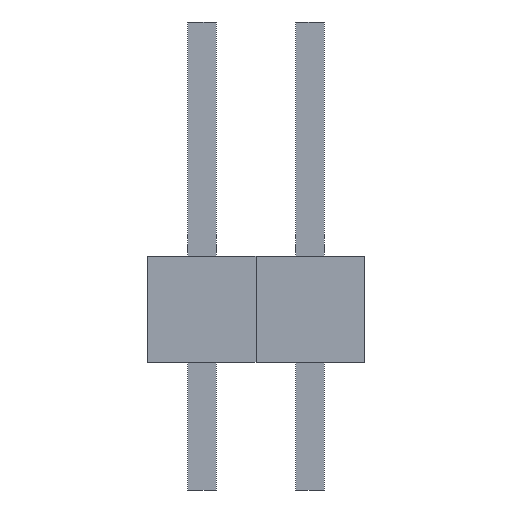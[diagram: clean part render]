
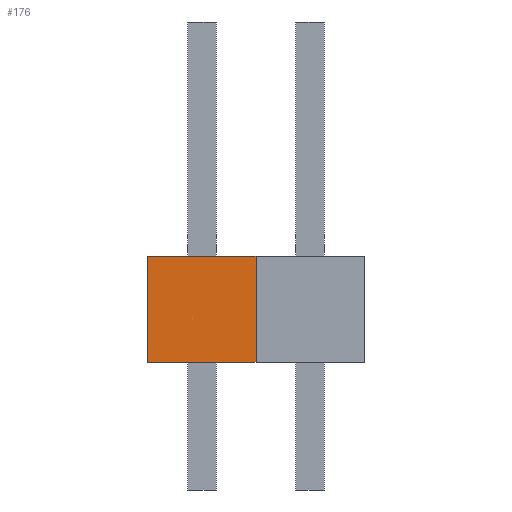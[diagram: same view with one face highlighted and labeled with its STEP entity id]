
A CAD part, front view. The second image highlights one B-rep face of the part: STEP entity #176.
In plain terms, the highlighted planar face has unit normal (0, -1, 0).
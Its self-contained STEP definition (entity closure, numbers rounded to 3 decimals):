
#13=DIRECTION('',(0.,0.,1.));
#14=DIRECTION('',(1.,0.,0.));
#127=EDGE_CURVE('',#128,#130,#132,.T.);
#128=VERTEX_POINT('',#129);
#129=CARTESIAN_POINT('',(-1.27,-1.271,0.));
#130=VERTEX_POINT('',#131);
#131=CARTESIAN_POINT('',(-1.27,-1.271,2.5));
#132=LINE('',#129,#133);
#133=VECTOR('',#13,1.);
#140=DIRECTION('',(0.,1.,0.));
#154=ORIENTED_EDGE('',*,*,#155,.F.);
#155=EDGE_CURVE('',#156,#158,#160,.T.);
#156=VERTEX_POINT('',#157);
#157=CARTESIAN_POINT('',(1.27,-1.271,0.));
#158=VERTEX_POINT('',#159);
#159=CARTESIAN_POINT('',(1.27,-1.271,2.5));
#160=LINE('',#157,#133);
#176=ADVANCED_FACE('',(#177),#187,.F.);
#177=FACE_BOUND('',#178,.F.);
#178=EDGE_LOOP('',(#179,#183,#184,#154));
#179=ORIENTED_EDGE('',*,*,#180,.F.);
#180=EDGE_CURVE('',#128,#156,#181,.T.);
#181=LINE('',#129,#182);
#182=VECTOR('',#14,1.);
#183=ORIENTED_EDGE('',*,*,#127,.T.);
#184=ORIENTED_EDGE('',*,*,#185,.T.);
#185=EDGE_CURVE('',#130,#158,#186,.T.);
#186=LINE('',#131,#182);
#187=PLANE('',#188);
#188=AXIS2_PLACEMENT_3D('',#129,#140,#13);
